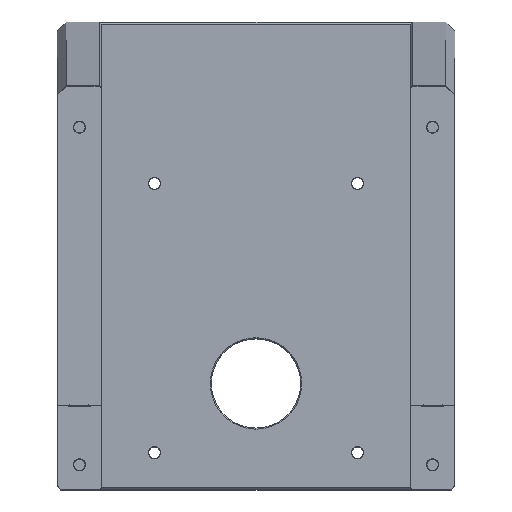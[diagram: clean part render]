
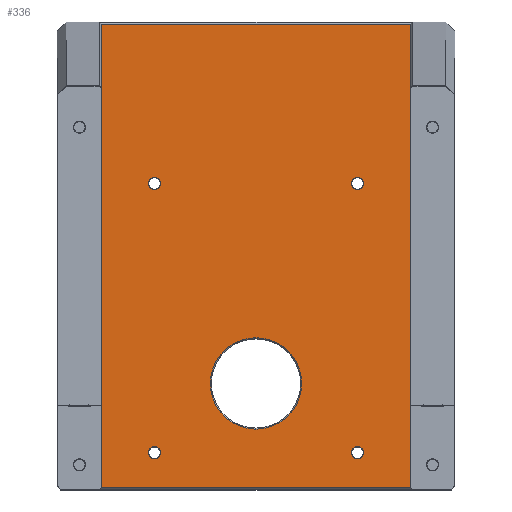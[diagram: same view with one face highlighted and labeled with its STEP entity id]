
A CAD part, top view. The second image highlights one B-rep face of the part: STEP entity #336.
In plain terms, the highlighted planar face has unit normal (0, 0, 1).
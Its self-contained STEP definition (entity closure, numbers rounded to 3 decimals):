
#210=CARTESIAN_POINT('',(1453.974,342.683,74.6));
#211=VERTEX_POINT('',#210);
#218=CARTESIAN_POINT('',(1524.008,342.683,74.6));
#219=VERTEX_POINT('',#218);
#220=CARTESIAN_POINT('',(1524.008,342.683,74.6));
#221=DIRECTION('',(-1.,0.,0.));
#222=VECTOR('',#221,70.033);
#223=LINE('',#220,#222);
#224=EDGE_CURVE('',#219,#211,#223,.T.);
#235=CARTESIAN_POINT('',(1492.504,230.783,74.6));
#236=DIRECTION('',(0.,0.,1.));
#237=DIRECTION('',(0.,1.,0.));
#238=AXIS2_PLACEMENT_3D('',#235,#236,#237);
#239=PLANE('',#238);
#240=CARTESIAN_POINT('',(1499.341,261.301,74.6));
#241=VERTEX_POINT('',#240);
#242=CARTESIAN_POINT('',(1488.991,261.301,74.6));
#243=DIRECTION('',(-0.,-0.,-1.));
#244=DIRECTION('',(1.,0.,-0.));
#245=AXIS2_PLACEMENT_3D('',#242,#243,#244);
#246=CIRCLE('',#245,10.35);
#247=EDGE_CURVE('',#241,#241,#246,.T.);
#248=ORIENTED_EDGE('',*,*,#247,.T.);
#249=EDGE_LOOP('',(#248));
#250=FACE_BOUND('',#249,.T.);
#251=CARTESIAN_POINT('',(1513.391,245.601,74.6));
#252=VERTEX_POINT('',#251);
#253=CARTESIAN_POINT('',(1511.991,245.601,74.6));
#254=DIRECTION('',(-0.,-0.,-1.));
#255=DIRECTION('',(1.,0.,-0.));
#256=AXIS2_PLACEMENT_3D('',#253,#254,#255);
#257=CIRCLE('',#256,1.4);
#258=EDGE_CURVE('',#252,#252,#257,.T.);
#259=ORIENTED_EDGE('',*,*,#258,.T.);
#260=EDGE_LOOP('',(#259));
#261=FACE_BOUND('',#260,.T.);
#262=CARTESIAN_POINT('',(1467.391,245.601,74.6));
#263=VERTEX_POINT('',#262);
#264=CARTESIAN_POINT('',(1465.991,245.601,74.6));
#265=DIRECTION('',(-0.,-0.,-1.));
#266=DIRECTION('',(1.,0.,-0.));
#267=AXIS2_PLACEMENT_3D('',#264,#265,#266);
#268=CIRCLE('',#267,1.4);
#269=EDGE_CURVE('',#263,#263,#268,.T.);
#270=ORIENTED_EDGE('',*,*,#269,.T.);
#271=EDGE_LOOP('',(#270));
#272=FACE_BOUND('',#271,.T.);
#273=CARTESIAN_POINT('',(1513.391,306.601,74.6));
#274=VERTEX_POINT('',#273);
#275=CARTESIAN_POINT('',(1511.991,306.601,74.6));
#276=DIRECTION('',(-0.,-0.,-1.));
#277=DIRECTION('',(1.,0.,-0.));
#278=AXIS2_PLACEMENT_3D('',#275,#276,#277);
#279=CIRCLE('',#278,1.4);
#280=EDGE_CURVE('',#274,#274,#279,.T.);
#281=ORIENTED_EDGE('',*,*,#280,.T.);
#282=EDGE_LOOP('',(#281));
#283=FACE_BOUND('',#282,.T.);
#284=CARTESIAN_POINT('',(1467.391,306.601,74.6));
#285=VERTEX_POINT('',#284);
#286=CARTESIAN_POINT('',(1465.991,306.601,74.6));
#287=DIRECTION('',(-0.,-0.,-1.));
#288=DIRECTION('',(1.,0.,-0.));
#289=AXIS2_PLACEMENT_3D('',#286,#287,#288);
#290=CIRCLE('',#289,1.4);
#291=EDGE_CURVE('',#285,#285,#290,.T.);
#292=ORIENTED_EDGE('',*,*,#291,.T.);
#293=EDGE_LOOP('',(#292));
#294=FACE_BOUND('',#293,.T.);
#295=CARTESIAN_POINT('',(1523.991,237.683,74.6));
#296=VERTEX_POINT('',#295);
#297=CARTESIAN_POINT('',(1523.991,342.665,74.6));
#298=VERTEX_POINT('',#297);
#299=CARTESIAN_POINT('',(1523.991,237.683,74.6));
#300=DIRECTION('',(0.,1.,0.));
#301=VECTOR('',#300,104.983);
#302=LINE('',#299,#301);
#303=EDGE_CURVE('',#296,#298,#302,.T.);
#304=ORIENTED_EDGE('',*,*,#303,.T.);
#305=CARTESIAN_POINT('',(1523.991,342.665,74.6));
#306=DIRECTION('',(0.699,0.716,-0.));
#307=VECTOR('',#306,0.024);
#308=LINE('',#305,#307);
#309=EDGE_CURVE('',#298,#219,#308,.T.);
#310=ORIENTED_EDGE('',*,*,#309,.T.);
#311=ORIENTED_EDGE('',*,*,#224,.T.);
#312=CARTESIAN_POINT('',(1453.991,342.665,74.6));
#313=VERTEX_POINT('',#312);
#314=CARTESIAN_POINT('',(1453.974,342.683,74.6));
#315=DIRECTION('',(0.699,-0.716,-0.));
#316=VECTOR('',#315,0.024);
#317=LINE('',#314,#316);
#318=EDGE_CURVE('',#211,#313,#317,.T.);
#319=ORIENTED_EDGE('',*,*,#318,.T.);
#320=CARTESIAN_POINT('',(1453.991,237.683,74.6));
#321=VERTEX_POINT('',#320);
#322=CARTESIAN_POINT('',(1453.991,237.683,74.6));
#323=DIRECTION('',(0.,1.,0.));
#324=VECTOR('',#323,104.983);
#325=LINE('',#322,#324);
#326=EDGE_CURVE('',#321,#313,#325,.T.);
#327=ORIENTED_EDGE('',*,*,#326,.F.);
#328=CARTESIAN_POINT('',(1453.991,237.683,74.6));
#329=DIRECTION('',(1.,-0.,0.));
#330=VECTOR('',#329,70.);
#331=LINE('',#328,#330);
#332=EDGE_CURVE('',#321,#296,#331,.T.);
#333=ORIENTED_EDGE('',*,*,#332,.T.);
#334=EDGE_LOOP('',(#304,#310,#311,#319,#327,#333));
#335=FACE_BOUND('',#334,.T.);
#336=ADVANCED_FACE('',(#250,#261,#272,#283,#294,#335),#239,.T.);
